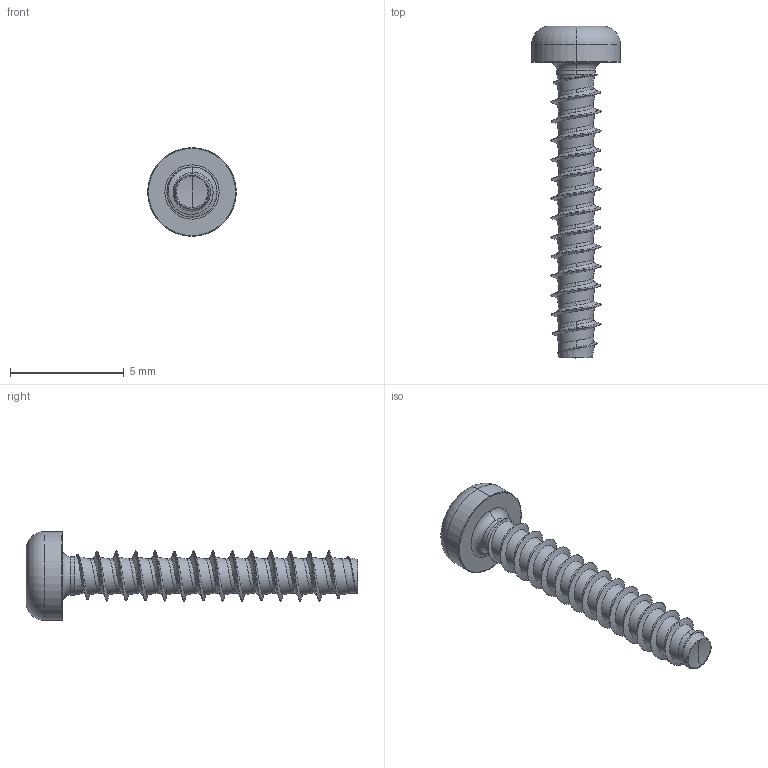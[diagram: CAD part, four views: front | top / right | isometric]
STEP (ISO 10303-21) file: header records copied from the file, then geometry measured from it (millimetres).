
FILE_DESCRIPTION (( 'STEP AP203' ), '1' );
FILE_NAME ('STP390220130.STEP', '2017-08-15T19:14:11', ( '' ), ( '' ), 'SwSTEP 2.0', 'SolidWorks 2015', '' );
FILE_SCHEMA (( 'CONFIG_CONTROL_DESIGN' ));
Length unit declared in the file: millimetre
Products named in the file (1): STP390220130
Bounding box: 3.9 x 14.6 x 3.9 mm (x, y, z)
Volume: 43.6 mm3; surface area: 145 mm2
Topology: 1 solids, 1 shells, 112 faces, 282 edges, 172 vertices
Faces by surface type: cylinder 55, bspline 35, cone 10, torus 6, sphere 4, plane 2
Entity records: 20205 total; most frequent: CARTESIAN_POINT 17873, ORIENTED_EDGE 560, DIRECTION 351, EDGE_CURVE 280, VERTEX_POINT 172, AXIS2_PLACEMENT_3D 141, B_SPLINE_CURVE_WITH_KNOTS 119, EDGE_LOOP 114
